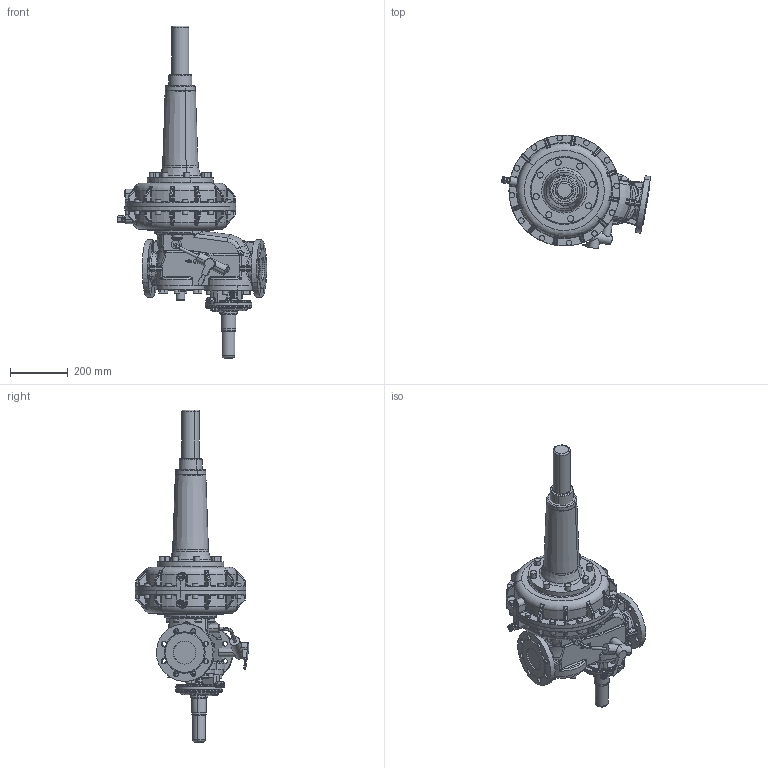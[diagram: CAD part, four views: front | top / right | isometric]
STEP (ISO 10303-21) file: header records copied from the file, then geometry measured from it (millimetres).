
FILE_DESCRIPTION(('CATIA V5 STEP Exchange'),'2;1');
FILE_NAME('RS 255 DN 080-385-HDS-links.stp','2016-11-29T13:17:18+00:00',('none'),('none'),'CATIA Version 5 Release 19 SP 9 (IN-10)','CATIA V5 STEP AP203','none');
FILE_SCHEMA(('CONFIG_CONTROL_DESIGN'));
Products named in the file (1): Product1
Assembly tree (2 placements, depth 2):
  Product1
    #58
    #111837
Bounding box: 518.85 x 394.94 x 1154 mm (x, y, z)
Volume: 31888645.1 mm3; surface area: 1176062 mm2
Topology: 2 solids, 21 shells, 2501 faces, 6051 edges, 3513 vertices
Faces by surface type: cylinder 915, torus 553, bspline 429, plane 409, cone 102, sphere 92, revolution 1
Entity records: 112729 total; most frequent: CARTESIAN_POINT 62577, ORIENTED_EDGE 11776, DIRECTION 7395, EDGE_CURVE 5888, AXIS2_PLACEMENT_3D 4209, VERTEX_POINT 3513, EDGE_LOOP 2625, ADVANCED_FACE 2501
